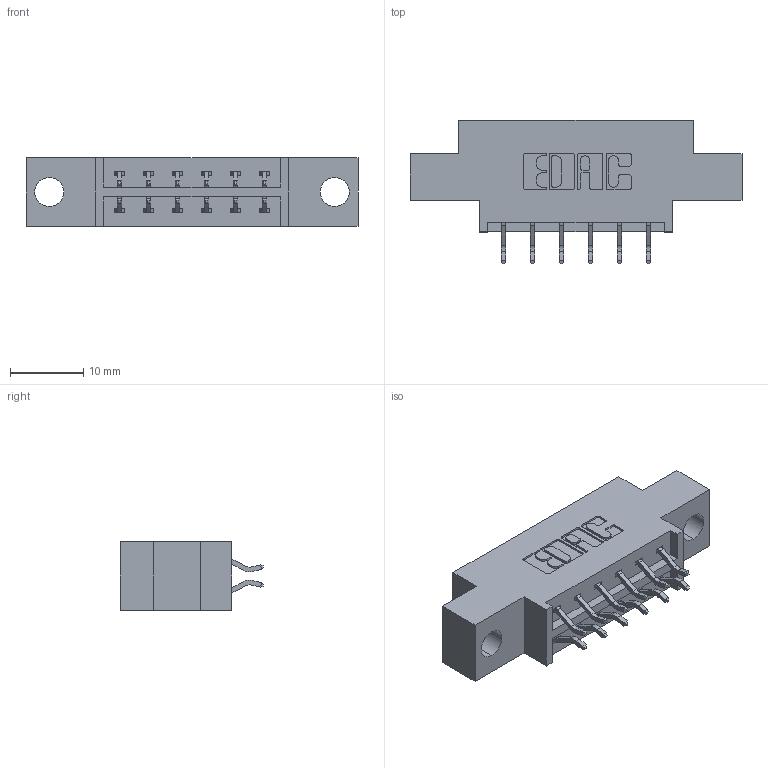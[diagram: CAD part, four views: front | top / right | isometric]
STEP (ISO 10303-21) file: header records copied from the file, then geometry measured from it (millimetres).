
FILE_DESCRIPTION (( 'STEP AP203' ), '1' );
FILE_NAME ('333-012-556-804.STEP', '2018-08-01T00:47:38', ( '' ), ( '' ), 'SwSTEP 2.0', 'SolidWorks 2016', '' );
FILE_SCHEMA (( 'CONFIG_CONTROL_DESIGN' ));
Length unit declared in the file: inch
Products named in the file (3): 345-292-001_556 Tail; 333-012-556-804; 333 Part_Offset - .156 Dia - TH
Assembly tree (13 placements, depth 2):
  333-012-556-804
    333 Part_Offset - .156 Dia - TH
    345-292-001_556 Tail  x12
Bounding box: 45.31 x 19.57 x 9.4 mm (x, y, z)
Volume: 3973.5 mm3; surface area: 4319.2 mm2
Topology: 13 solids, 13 shells, 814 faces, 2399 edges, 1582 vertices
Faces by surface type: plane 554, cylinder 260
Entity records: 8871 total; most frequent: CARTESIAN_POINT 1530, ORIENTED_EDGE 1454, DIRECTION 1359, EDGE_CURVE 727, LINE 591, VECTOR 591, VERTEX_POINT 482, AXIS2_PLACEMENT_3D 384
